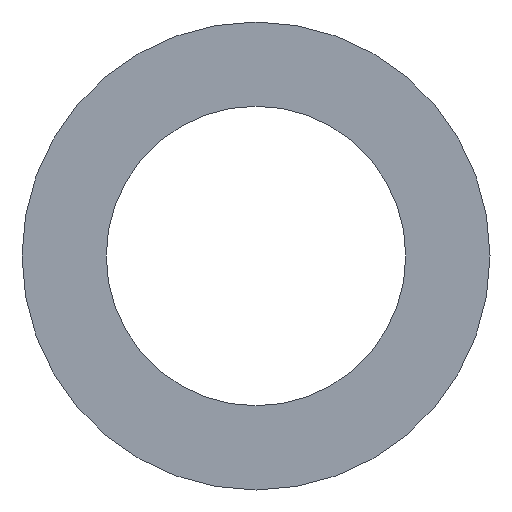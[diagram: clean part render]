
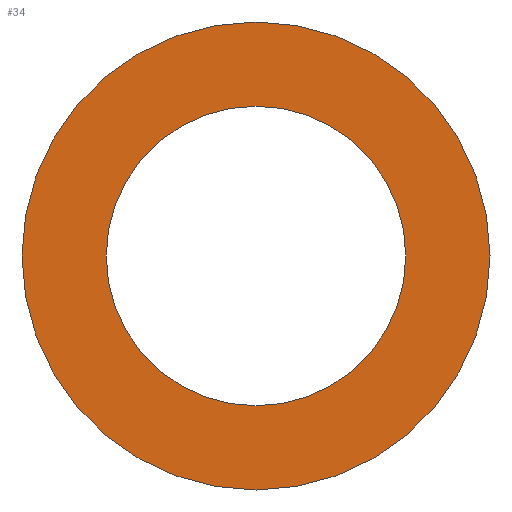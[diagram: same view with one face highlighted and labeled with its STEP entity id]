
A CAD part, front view. The second image highlights one B-rep face of the part: STEP entity #34.
In plain terms, the highlighted planar face has unit normal (0, -1, 0).
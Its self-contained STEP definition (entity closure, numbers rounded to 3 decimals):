
#6 = FACE_OUTER_BOUND ( 'NONE', #101, .T. ) ;
#8 = DIRECTION ( 'NONE',  ( 0., 1., 0. ) ) ;
#13 = DIRECTION ( 'NONE',  ( 0., 0., 1. ) ) ;
#14 = CARTESIAN_POINT ( 'NONE',  ( 0., -8., 0. ) ) ;
#16 = CARTESIAN_POINT ( 'NONE',  ( 0., -8., 0. ) ) ;
#26 = CARTESIAN_POINT ( 'NONE',  ( 0., -8., 1.6 ) ) ;
#30 = VERTEX_POINT ( 'NONE', #26 ) ;
#33 = DIRECTION ( 'NONE',  ( 0., 1., 0. ) ) ;
#34 = ADVANCED_FACE ( 'NONE', ( #6, #94 ), #90, .F. ) ;
#37 = DIRECTION ( 'NONE',  ( 0., 0., 1. ) ) ;
#41 = CARTESIAN_POINT ( 'NONE',  ( 0., -8., 0. ) ) ;
#43 = DIRECTION ( 'NONE',  ( 0., 0., 1. ) ) ;
#44 = DIRECTION ( 'NONE',  ( 0., 1., 0. ) ) ;
#63 = CIRCLE ( 'NONE', #128, 1.6 ) ;
#79 = CARTESIAN_POINT ( 'NONE',  ( 0., -8., 2.5 ) ) ;
#83 = CIRCLE ( 'NONE', #114, 2.5 ) ;
#89 = VERTEX_POINT ( 'NONE', #79 ) ;
#90 = PLANE ( 'NONE',  #113 ) ;
#94 = FACE_BOUND ( 'NONE', #98, .T. ) ;
#96 = ORIENTED_EDGE ( 'NONE', *, *, #108, .T. ) ;
#98 = EDGE_LOOP ( 'NONE', ( #96 ) ) ;
#101 = EDGE_LOOP ( 'NONE', ( #125 ) ) ;
#103 = EDGE_CURVE ( 'NONE', #89, #89, #83, .T. ) ;
#108 = EDGE_CURVE ( 'NONE', #30, #30, #63, .T. ) ;
#113 = AXIS2_PLACEMENT_3D ( 'NONE', #16, #8, #13 ) ;
#114 = AXIS2_PLACEMENT_3D ( 'NONE', #14, #33, #37 ) ;
#125 = ORIENTED_EDGE ( 'NONE', *, *, #103, .F. ) ;
#128 = AXIS2_PLACEMENT_3D ( 'NONE', #41, #44, #43 ) ;
